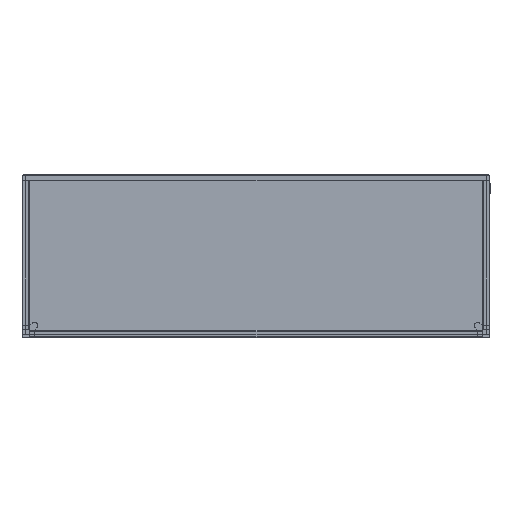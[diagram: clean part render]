
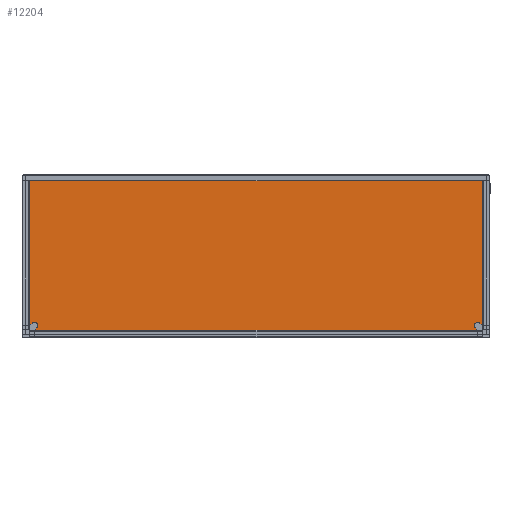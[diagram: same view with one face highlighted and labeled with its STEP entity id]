
A CAD part, front view. The second image highlights one B-rep face of the part: STEP entity #12204.
In plain terms, the highlighted planar face has unit normal (0, -1, 0).
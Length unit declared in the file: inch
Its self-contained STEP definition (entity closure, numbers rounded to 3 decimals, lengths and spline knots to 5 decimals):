
#11 = CARTESIAN_POINT ( 'NONE',  ( -36.28125, -0.23438, 12.5 ) ) ;
#274 = LINE ( 'NONE', #1451, #13063 ) ;
#973 = FACE_OUTER_BOUND ( 'NONE', #10715, .T. ) ;
#1080 = LINE ( 'NONE', #12308, #16156 ) ;
#1354 = DIRECTION ( 'NONE',  ( 0., 0., 1. ) ) ;
#1451 = CARTESIAN_POINT ( 'NONE',  ( -36.28125, -0.23438, -12.5 ) ) ;
#1741 = ORIENTED_EDGE ( 'NONE', *, *, #3075, .F. ) ;
#2468 = CARTESIAN_POINT ( 'NONE',  ( -36.28125, -0.23438, 12.5 ) ) ;
#2807 = VERTEX_POINT ( 'NONE', #16241 ) ;
#2931 = LINE ( 'NONE', #11, #9876 ) ;
#3075 = EDGE_CURVE ( 'NONE', #9556, #12238, #2931, .T. ) ;
#6041 = CARTESIAN_POINT ( 'NONE',  ( 0., -0.23438, 0. ) ) ;
#6416 = VECTOR ( 'NONE', #12367, 39.37008 ) ;
#6433 = VERTEX_POINT ( 'NONE', #16408 ) ;
#6735 = EDGE_CURVE ( 'NONE', #6433, #2807, #1080, .T. ) ;
#8610 = LINE ( 'NONE', #13625, #6416 ) ;
#9300 = AXIS2_PLACEMENT_3D ( 'NONE', #6041, #16341, #11111 ) ;
#9556 = VERTEX_POINT ( 'NONE', #13130 ) ;
#9876 = VECTOR ( 'NONE', #1354, 39.37008 ) ;
#10444 = ORIENTED_EDGE ( 'NONE', *, *, #15794, .F. ) ;
#10715 = EDGE_LOOP ( 'NONE', ( #12206, #13527, #1741, #10444 ) ) ;
#11111 = DIRECTION ( 'NONE',  ( 0., 0., -1. ) ) ;
#12204 = ADVANCED_FACE ( 'NONE', ( #973 ), #12290, .T. ) ;
#12206 = ORIENTED_EDGE ( 'NONE', *, *, #6735, .F. ) ;
#12238 = VERTEX_POINT ( 'NONE', #2468 ) ;
#12290 = PLANE ( 'NONE',  #9300 ) ;
#12308 = CARTESIAN_POINT ( 'NONE',  ( 36.28125, -0.23438, 12.5 ) ) ;
#12367 = DIRECTION ( 'NONE',  ( 1., 0., 0. ) ) ;
#13063 = VECTOR ( 'NONE', #13927, 39.37008 ) ;
#13130 = CARTESIAN_POINT ( 'NONE',  ( -36.28125, -0.23438, -12.5 ) ) ;
#13527 = ORIENTED_EDGE ( 'NONE', *, *, #13628, .F. ) ;
#13625 = CARTESIAN_POINT ( 'NONE',  ( -36.28125, -0.23438, 12.5 ) ) ;
#13628 = EDGE_CURVE ( 'NONE', #12238, #6433, #8610, .T. ) ;
#13927 = DIRECTION ( 'NONE',  ( -1., 0., 0. ) ) ;
#15794 = EDGE_CURVE ( 'NONE', #2807, #9556, #274, .T. ) ;
#16156 = VECTOR ( 'NONE', #16205, 39.37008 ) ;
#16205 = DIRECTION ( 'NONE',  ( 0., 0., -1. ) ) ;
#16241 = CARTESIAN_POINT ( 'NONE',  ( 36.28125, -0.23438, -12.5 ) ) ;
#16341 = DIRECTION ( 'NONE',  ( 0., -1., 0. ) ) ;
#16408 = CARTESIAN_POINT ( 'NONE',  ( 36.28125, -0.23438, 12.5 ) ) ;
